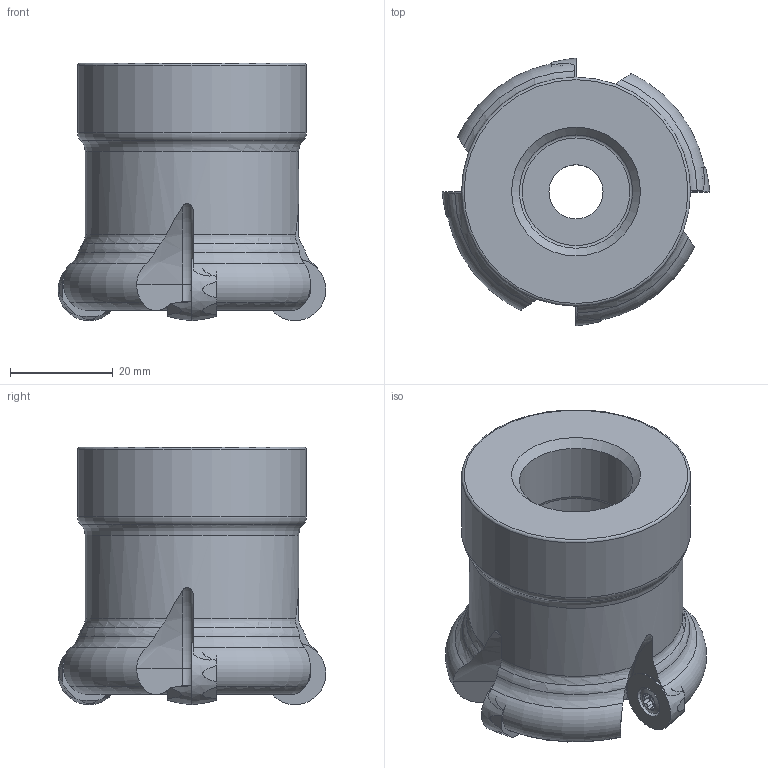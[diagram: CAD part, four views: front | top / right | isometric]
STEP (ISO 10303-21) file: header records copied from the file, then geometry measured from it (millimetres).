
FILE_DESCRIPTION(/* description */ (''),/* implementation_level */ '2;1');
FILE_NAME(/* name */ '1542955847290.stp',/* time_stamp */ '2018-11-23T12:21:14+06:00',/* author */ (''),/* organization */ ('SMS'),/* preprocessor_version */ 'ST-DEVELOPER v15',/* originating_system */ 'SIEMENS PLM Software NX 8.5',/* authorisation */ '');
FILE_SCHEMA (('AUTOMOTIVE_DESIGN { 1 0 10303 214 3 1 1 1 }'));
Length unit declared in the file: millimetre
Products named in the file (4): ASSEMBLY_CONSTRUCTION; 201852526mod000_00; 201904366mod000_00; 201904374mod000_00
Assembly tree (6 placements, depth 2):
  201904374mod000_00
    201904366mod000_00
    201852526mod000_00  x4
    ASSEMBLY_CONSTRUCTION
Bounding box: 51.99 x 51.99 x 50 mm (x, y, z)
Volume: 56833 mm3; surface area: 14820.1 mm2
Topology: 5 solids, 5 shells, 319 faces, 828 edges, 543 vertices
Faces by surface type: plane 135, cone 59, extrusion 48, torus 47, cylinder 26, sphere 4
Full cylindrical faces by diameter (mm): 3.5 x4, 4 x4, 5.25 x4, 10.5 x1, 17.15 x1, 22.011 x1, 22.5 x1, 41.48 x1, 44.48 x1
Entity records: 11078 total; most frequent: CARTESIAN_POINT 4421, ORIENTED_EDGE 1318, DIRECTION 1312, EDGE_CURVE 659, AXIS2_PLACEMENT_3D 546, VERTEX_POINT 443, EDGE_LOOP 334, ADVANCED_FACE 277
